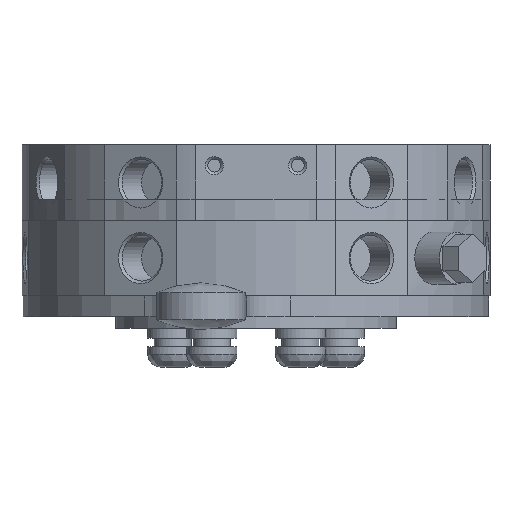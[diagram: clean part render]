
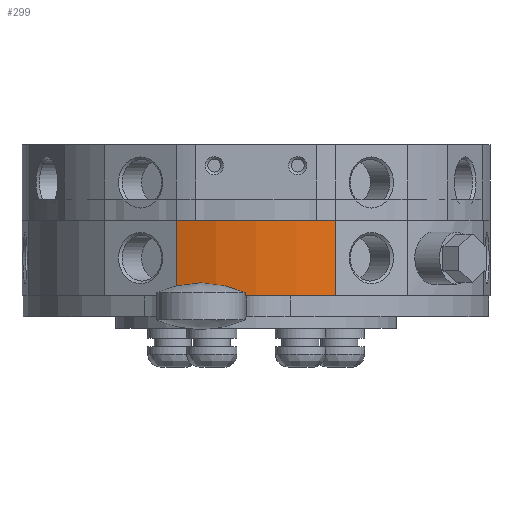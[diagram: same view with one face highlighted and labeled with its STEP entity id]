
A CAD part, front view. The second image highlights one B-rep face of the part: STEP entity #299.
In plain terms, the highlighted cylindrical face has radius 45 mm (diameter 90 mm), a partial arc.
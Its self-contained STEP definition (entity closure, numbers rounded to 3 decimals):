
#299 = ADVANCED_FACE( '', ( #744 ), #745, .T. );
#744 = FACE_OUTER_BOUND( '', #1578, .T. );
#745 = CYLINDRICAL_SURFACE( '', #1579, 45. );
#1578 = EDGE_LOOP( '', ( #2479, #2480, #2481, #2482 ) );
#1579 = AXIS2_PLACEMENT_3D( '', #2483, #2484, #2485 );
#2479 = ORIENTED_EDGE( '', *, *, #2960, .T. );
#2480 = ORIENTED_EDGE( '', *, *, #3123, .T. );
#2481 = ORIENTED_EDGE( '', *, *, #3020, .F. );
#2482 = ORIENTED_EDGE( '', *, *, #3125, .F. );
#2483 = CARTESIAN_POINT( '', ( 0., 0., 14.5 ) );
#2484 = DIRECTION( '', ( 0., 0., 1. ) );
#2485 = DIRECTION( '', ( -1., 0., 0. ) );
#2960 = EDGE_CURVE( '', #3298, #3296, #3299, .T. );
#3020 = EDGE_CURVE( '', #3409, #3411, #3412, .T. );
#3123 = EDGE_CURVE( '', #3296, #3411, #3601, .F. );
#3125 = EDGE_CURVE( '', #3298, #3409, #3604, .F. );
#3296 = VERTEX_POINT( '', #3860 );
#3298 = VERTEX_POINT( '', #3863 );
#3299 = CIRCLE( '', #3864, 45. );
#3409 = VERTEX_POINT( '', #3992 );
#3411 = VERTEX_POINT( '', #3995 );
#3412 = CIRCLE( '', #3996, 45. );
#3601 = LINE( '', #4274, #4275 );
#3604 = LINE( '', #4278, #4279 );
#3860 = CARTESIAN_POINT( '', ( -15.303, 42.318, 0. ) );
#3863 = CARTESIAN_POINT( '', ( 15.303, 42.318, 0. ) );
#3864 = AXIS2_PLACEMENT_3D( '', #4548, #4549, #4550 );
#3992 = CARTESIAN_POINT( '', ( 15.303, 42.318, 14.5 ) );
#3995 = CARTESIAN_POINT( '', ( -15.303, 42.318, 14.5 ) );
#3996 = AXIS2_PLACEMENT_3D( '', #4690, #4691, #4692 );
#4274 = CARTESIAN_POINT( '', ( -15.303, 42.318, 14.5 ) );
#4275 = VECTOR( '', #4972, 1000. );
#4278 = CARTESIAN_POINT( '', ( 15.303, 42.318, 14.5 ) );
#4279 = VECTOR( '', #4976, 1000. );
#4548 = CARTESIAN_POINT( '', ( 0., 0., 0. ) );
#4549 = DIRECTION( '', ( 0., 0., 1. ) );
#4550 = DIRECTION( '', ( 1., 0., 0. ) );
#4690 = CARTESIAN_POINT( '', ( 0., 0., 14.5 ) );
#4691 = DIRECTION( '', ( 0., 0., 1. ) );
#4692 = DIRECTION( '', ( 1., 0., 0. ) );
#4972 = DIRECTION( '', ( 0., 0., -1. ) );
#4976 = DIRECTION( '', ( 0., 0., -1. ) );
